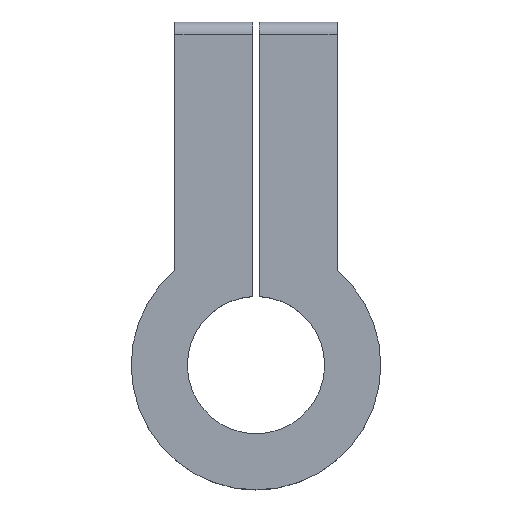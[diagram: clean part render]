
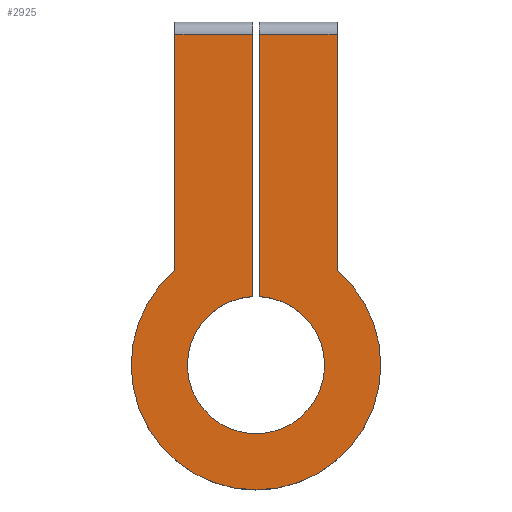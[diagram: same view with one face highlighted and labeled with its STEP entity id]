
A CAD part, top view. The second image highlights one B-rep face of the part: STEP entity #2925.
In plain terms, the highlighted planar face has unit normal (0, 0, 1).
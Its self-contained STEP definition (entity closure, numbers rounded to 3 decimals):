
#33=PLANE('',#3110);
#193=FACE_OUTER_BOUND('',#356,.T.);
#356=EDGE_LOOP('',(#2628,#2629,#2630,#2631,#2632,#2633,#2634,#2635));
#362=CIRCLE('',#3072,20.);
#381=CIRCLE('',#3108,11.);
#789=LINE('',#8962,#939);
#795=LINE('',#8976,#945);
#797=LINE('',#8989,#947);
#803=LINE('',#9003,#953);
#810=LINE('',#12373,#960);
#812=LINE('',#12378,#962);
#939=VECTOR('',#3511,10.);
#945=VECTOR('',#3525,10.);
#947=VECTOR('',#3537,10.);
#953=VECTOR('',#3549,10.);
#960=VECTOR('',#3594,10.);
#962=VECTOR('',#3602,10.);
#1232=VERTEX_POINT('',#8949);
#1233=VERTEX_POINT('',#8950);
#1236=VERTEX_POINT('',#8958);
#1238=VERTEX_POINT('',#8961);
#1246=VERTEX_POINT('',#8983);
#1248=VERTEX_POINT('',#8987);
#1253=VERTEX_POINT('',#9001);
#1267=VERTEX_POINT('',#12372);
#1662=EDGE_CURVE('',#1232,#1233,#362,.T.);
#1667=EDGE_CURVE('',#1238,#1236,#789,.T.);
#1675=EDGE_CURVE('',#1236,#1232,#795,.T.);
#1681=EDGE_CURVE('',#1246,#1248,#797,.T.);
#1688=EDGE_CURVE('',#1253,#1248,#803,.T.);
#1720=EDGE_CURVE('',#1267,#1238,#810,.T.);
#1722=EDGE_CURVE('',#1267,#1253,#381,.T.);
#1723=EDGE_CURVE('',#1246,#1233,#812,.T.);
#2628=ORIENTED_EDGE('',*,*,#1667,.T.);
#2629=ORIENTED_EDGE('',*,*,#1675,.T.);
#2630=ORIENTED_EDGE('',*,*,#1662,.T.);
#2631=ORIENTED_EDGE('',*,*,#1723,.F.);
#2632=ORIENTED_EDGE('',*,*,#1681,.T.);
#2633=ORIENTED_EDGE('',*,*,#1688,.F.);
#2634=ORIENTED_EDGE('',*,*,#1722,.F.);
#2635=ORIENTED_EDGE('',*,*,#1720,.T.);
#2925=ADVANCED_FACE('',(#193),#33,.T.);
#3072=AXIS2_PLACEMENT_3D('',#8951,#3501,#3502);
#3108=AXIS2_PLACEMENT_3D('',#12376,#3598,#3599);
#3110=AXIS2_PLACEMENT_3D('',#12379,#3603,#3604);
#3501=DIRECTION('center_axis',(0.,0.,1.));
#3502=DIRECTION('ref_axis',(-0.65,0.76,0.));
#3511=DIRECTION('',(-1.,0.,0.));
#3525=DIRECTION('',(0.,-1.,0.));
#3537=DIRECTION('',(-1.,0.,0.));
#3549=DIRECTION('',(0.,1.,0.));
#3594=DIRECTION('',(0.,1.,0.));
#3598=DIRECTION('center_axis',(0.,0.,1.));
#3599=DIRECTION('ref_axis',(-0.045,0.999,0.));
#3602=DIRECTION('',(0.,-1.,0.));
#3603=DIRECTION('center_axis',(0.,0.,1.));
#3604=DIRECTION('ref_axis',(1.,0.,0.));
#8949=CARTESIAN_POINT('',(-13.,15.199,141.5));
#8950=CARTESIAN_POINT('',(13.,15.199,141.5));
#8951=CARTESIAN_POINT('Origin',(0.,0.,141.5));
#8958=CARTESIAN_POINT('',(-13.,53.,141.5));
#8961=CARTESIAN_POINT('',(-0.5,53.,141.5));
#8962=CARTESIAN_POINT('',(-0.25,53.,141.5));
#8976=CARTESIAN_POINT('',(-13.,55.,141.5));
#8983=CARTESIAN_POINT('',(13.,53.,141.5));
#8987=CARTESIAN_POINT('',(0.5,53.,141.5));
#8989=CARTESIAN_POINT('',(6.5,53.,141.5));
#9001=CARTESIAN_POINT('',(0.5,10.989,141.5));
#9003=CARTESIAN_POINT('',(0.5,10.989,141.5));
#12372=CARTESIAN_POINT('',(-0.5,10.989,141.5));
#12373=CARTESIAN_POINT('',(-0.5,10.989,141.5));
#12376=CARTESIAN_POINT('Origin',(0.,0.,141.5));
#12378=CARTESIAN_POINT('',(13.,55.,141.5));
#12379=CARTESIAN_POINT('Origin',(0.,17.5,141.5));
